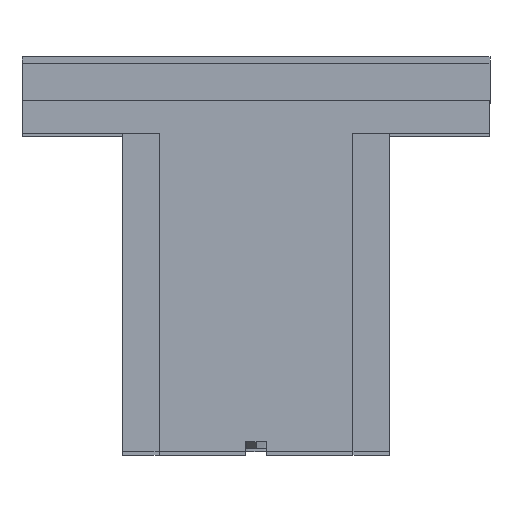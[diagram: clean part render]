
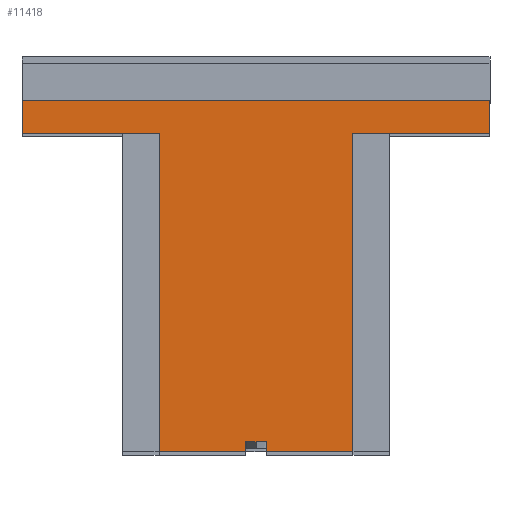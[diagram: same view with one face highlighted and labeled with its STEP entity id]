
A CAD part, front view. The second image highlights one B-rep face of the part: STEP entity #11418.
In plain terms, the highlighted planar face has unit normal (0, -1, 0).
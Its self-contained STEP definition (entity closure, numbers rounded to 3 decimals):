
#872=PLANE('',#12549);
#1495=FACE_OUTER_BOUND('',#2290,.T.);
#2290=EDGE_LOOP('',(#10341,#10342,#10343,#10344,#10345,#10346,#10347,#10348,
#10349,#10350,#10351,#10352));
#3321=LINE('',#19006,#4466);
#3322=LINE('',#19009,#4467);
#3326=LINE('',#19017,#4471);
#3335=LINE('',#19033,#4480);
#3342=LINE('',#19048,#4487);
#3353=LINE('',#19072,#4498);
#3359=LINE('',#19096,#4504);
#3360=LINE('',#19099,#4505);
#3362=LINE('',#19102,#4507);
#3367=LINE('',#19113,#4512);
#3368=LINE('',#19114,#4513);
#3369=LINE('',#19115,#4514);
#4466=VECTOR('',#15426,10.);
#4467=VECTOR('',#15429,10.);
#4471=VECTOR('',#15435,10.);
#4480=VECTOR('',#15448,10.);
#4487=VECTOR('',#15457,10.);
#4498=VECTOR('',#15474,10.);
#4504=VECTOR('',#15502,10.);
#4505=VECTOR('',#15505,10.);
#4507=VECTOR('',#15509,10.);
#4512=VECTOR('',#15522,10.);
#4513=VECTOR('',#15523,10.);
#4514=VECTOR('',#15524,10.);
#5921=VERTEX_POINT('',#19000);
#5923=VERTEX_POINT('',#19004);
#5924=VERTEX_POINT('',#19008);
#5926=VERTEX_POINT('',#19014);
#5932=VERTEX_POINT('',#19032);
#5938=VERTEX_POINT('',#19045);
#5939=VERTEX_POINT('',#19047);
#5946=VERTEX_POINT('',#19063);
#5949=VERTEX_POINT('',#19070);
#5956=VERTEX_POINT('',#19094);
#5957=VERTEX_POINT('',#19098);
#5959=VERTEX_POINT('',#19112);
#7391=EDGE_CURVE('',#5921,#5923,#3321,.T.);
#7392=EDGE_CURVE('',#5923,#5924,#3322,.T.);
#7396=EDGE_CURVE('',#5924,#5926,#3326,.T.);
#7405=EDGE_CURVE('',#5932,#5921,#3335,.T.);
#7412=EDGE_CURVE('',#5938,#5939,#3342,.T.);
#7425=EDGE_CURVE('',#5949,#5946,#3353,.T.);
#7437=EDGE_CURVE('',#5949,#5956,#3359,.T.);
#7438=EDGE_CURVE('',#5939,#5957,#3360,.T.);
#7440=EDGE_CURVE('',#5957,#5956,#3362,.T.);
#7445=EDGE_CURVE('',#5926,#5959,#3367,.T.);
#7446=EDGE_CURVE('',#5946,#5959,#3368,.T.);
#7447=EDGE_CURVE('',#5938,#5932,#3369,.T.);
#10341=ORIENTED_EDGE('',*,*,#7396,.T.);
#10342=ORIENTED_EDGE('',*,*,#7445,.T.);
#10343=ORIENTED_EDGE('',*,*,#7446,.F.);
#10344=ORIENTED_EDGE('',*,*,#7425,.F.);
#10345=ORIENTED_EDGE('',*,*,#7437,.T.);
#10346=ORIENTED_EDGE('',*,*,#7440,.F.);
#10347=ORIENTED_EDGE('',*,*,#7438,.F.);
#10348=ORIENTED_EDGE('',*,*,#7412,.F.);
#10349=ORIENTED_EDGE('',*,*,#7447,.T.);
#10350=ORIENTED_EDGE('',*,*,#7405,.T.);
#10351=ORIENTED_EDGE('',*,*,#7391,.T.);
#10352=ORIENTED_EDGE('',*,*,#7392,.T.);
#11418=ADVANCED_FACE('',(#1495),#872,.T.);
#12549=AXIS2_PLACEMENT_3D('',#19111,#15520,#15521);
#15426=DIRECTION('',(0.,0.,1.));
#15429=DIRECTION('',(1.,0.,0.));
#15435=DIRECTION('',(0.,0.,-1.));
#15448=DIRECTION('',(1.,0.,0.));
#15457=DIRECTION('',(-1.,0.,0.));
#15474=DIRECTION('',(-1.,0.,0.));
#15502=DIRECTION('',(0.,0.,1.));
#15505=DIRECTION('',(0.,0.,1.));
#15509=DIRECTION('',(1.,0.,0.));
#15520=DIRECTION('center_axis',(0.,-1.,0.));
#15521=DIRECTION('ref_axis',(0.,0.,-1.));
#15522=DIRECTION('',(1.,0.,0.));
#15523=DIRECTION('',(0.,0.,-1.));
#15524=DIRECTION('',(0.,0.,-1.));
#19000=CARTESIAN_POINT('',(-1.506,16.493,-35.6));
#19004=CARTESIAN_POINT('',(-1.506,16.493,-34.1));
#19006=CARTESIAN_POINT('',(-1.506,16.493,-35.6));
#19008=CARTESIAN_POINT('',(1.494,16.493,-34.1));
#19009=CARTESIAN_POINT('',(-1.506,16.493,-34.1));
#19014=CARTESIAN_POINT('',(1.494,16.493,-35.6));
#19017=CARTESIAN_POINT('',(1.494,16.493,-34.1));
#19032=CARTESIAN_POINT('',(-14.5,16.493,-35.6));
#19033=CARTESIAN_POINT('',(-14.5,16.493,-35.6));
#19045=CARTESIAN_POINT('',(-14.5,16.493,12.));
#19047=CARTESIAN_POINT('',(-35.006,16.493,12.));
#19048=CARTESIAN_POINT('',(-14.5,16.493,12.));
#19063=CARTESIAN_POINT('',(14.5,16.493,12.));
#19070=CARTESIAN_POINT('',(34.994,16.493,12.));
#19072=CARTESIAN_POINT('',(34.994,16.493,12.));
#19094=CARTESIAN_POINT('',(34.994,16.493,17.));
#19096=CARTESIAN_POINT('',(34.994,16.493,12.));
#19098=CARTESIAN_POINT('',(-35.006,16.493,17.));
#19099=CARTESIAN_POINT('',(-35.006,16.493,12.));
#19102=CARTESIAN_POINT('',(-35.006,16.493,17.));
#19111=CARTESIAN_POINT('Origin',(-0.006,16.493,
17.01));
#19112=CARTESIAN_POINT('',(14.5,16.493,-35.6));
#19113=CARTESIAN_POINT('',(1.494,16.493,-35.6));
#19114=CARTESIAN_POINT('',(14.5,16.493,12.));
#19115=CARTESIAN_POINT('',(-14.5,16.493,12.));
